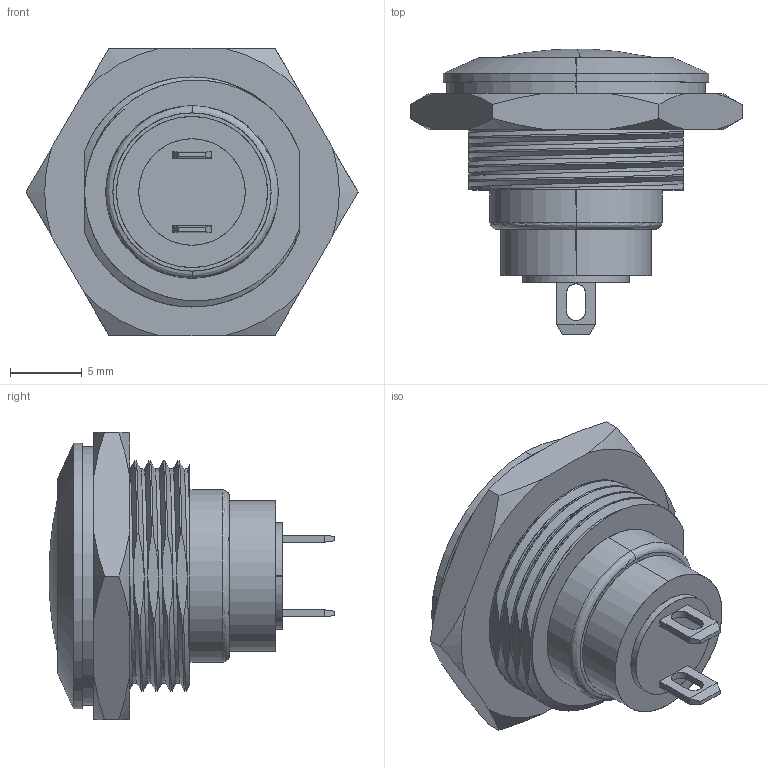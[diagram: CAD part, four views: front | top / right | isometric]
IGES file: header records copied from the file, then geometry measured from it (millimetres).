
Start section: SolidWorks IGES file using analytic representation for surfaces
Global section: file name: 57-111.IGS; native system: SolidWorks 2011; preprocessor: SolidWorks 2011; author: Paul_O; date: 110524.091930; units: millimetre
Bounding box: 23.09 x 19.88 x 20 mm (x, y, z)
Surface area: 1527.2 mm2 (no closed solid volume)
Topology: 0 solids, 0 shells, 113 faces, 1330 edges, 1329 vertices
Faces by surface type: bspline 69, revolution 44
